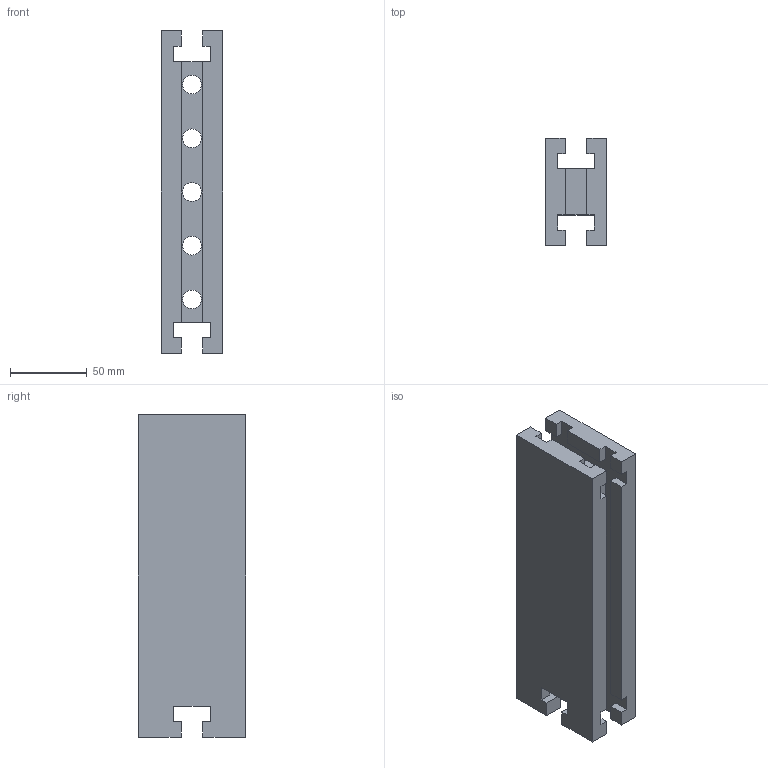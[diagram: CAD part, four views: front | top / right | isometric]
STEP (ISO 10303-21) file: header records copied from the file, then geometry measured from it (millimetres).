
FILE_DESCRIPTION(('STEP AP214'),'1');
FILE_NAME(' ',' ',('TraceParts'),('TraceParts S.A.'),'XStep 1.0',' ',' ');
FILE_SCHEMA(('automotive_design'));
Length unit declared in the file: millimetre
Products named in the file (1): 1
Bounding box: 40 x 70 x 210 mm (x, y, z)
Volume: 376441.2 mm3; surface area: 81514.1 mm2
Topology: 1 solids, 1 shells, 96 faces, 282 edges, 188 vertices
Faces by surface type: plane 86, cylinder 10
Entity records: 6308 total; most frequent: STYLED_ITEM 567, PRESENTATION_STYLE_ASSIGNMENT 567, CARTESIAN_POINT 567, COLOUR_RGB 567, ORIENTED_EDGE 564, DIRECTION 496, EDGE_CURVE 282, CURVE_STYLE 282
